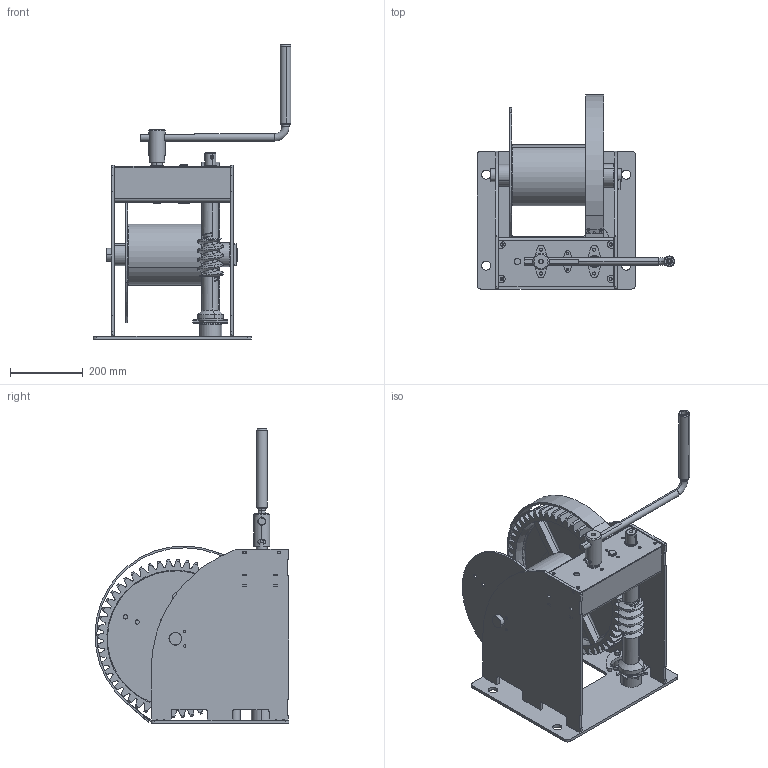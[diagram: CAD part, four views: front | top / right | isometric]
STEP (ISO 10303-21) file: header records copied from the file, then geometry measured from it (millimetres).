
FILE_DESCRIPTION (( 'STEP AP203' ), '1' );
FILE_NAME ('SL9051 WW4000.STEP', '2015-09-16T09:12:57', ( '.' ), ( '.' ), 'SwSTEP 2.0', 'SolidWorks 2015', '' );
FILE_SCHEMA (( 'CONFIG_CONTROL_DESIGN' ));
Length unit declared in the file: millimetre
Products named in the file (40): SL1320 Flenslager GFL-30; SL1341 bevestigingsplaat; SL1276 Lager RS40_27-38-20; SL0225_Trommelflens; SL1432 trommelas; SL1337 aandrijfas; SL1347 beschermkapplaat; SL1257 naaldlager AWX40; SL0224_Trommelbuis; SL0368_Slingerkop; SL1336 tussenas; SL1275 Lagerrring AWX40_Met kraag; SL1256 lagerschijf AS4060; SL0192_Meenemer; SL0369_Slingerarm; SL0206_Tandwiel m3z15; SL1235_Palas_Met kraag; SL1456 beschermkap; SL0218_Sam trommel; SL0370_Handvat; SL1234_pal_WWgroot; SL1439 Sam huis; spur gear_din_DIN - Spur gear 3M 34T 20PA 28FW ---S34A75H50L30.0R1; SL0823_glijlager_3520; SL0371_Sam slinger; SL1429 voorbrug; SL9051 WW4000; SL1437 achterplaat; SL1233_palwiel_WW; SL1438 wormas; SL1430 Sam voorbrug_Zonder lagers; SL1436 zijplaat; SL1258 Lagerbus; SL0227_Wormwiel; SL1334 remschijf; SL1321 Flenslager GFL-20; SL1428 achterbrug; SL1230 Sam palwiel; SL0196_Lagerring GL3520; SL1339 borgplaat
Assembly tree (51 placements, depth 3):
  SL9051 WW4000
    SL1439 Sam huis
      SL1437 achterplaat
      SL1436 zijplaat  x2
      SL1428 achterbrug
      SL1341 bevestigingsplaat  x4
      SL1347 beschermkapplaat
      SL1275 Lagerrring AWX40_Met kraag
      SL1235_Palas_Met kraag
    SL1430 Sam voorbrug_Zonder lagers
      SL1429 voorbrug
      SL1347 beschermkapplaat
    SL1321 Flenslager GFL-20  x2
    SL1320 Flenslager GFL-30  x3
    SL1337 aandrijfas
    SL1336 tussenas
    SL0206_Tandwiel m3z15  x2
    SL1234_pal_WWgroot
    SL1334 remschijf
    SL1339 borgplaat
    SL1432 trommelas
    SL0368_Slingerkop
    SL0371_Sam slinger
      SL0369_Slingerarm
      SL0370_Handvat
    SL1438 wormas
    SL0218_Sam trommel
      SL0227_Wormwiel
      SL0196_Lagerring GL3520
      SL0225_Trommelflens
      SL0224_Trommelbuis
      SL0192_Meenemer  x3
    SL0823_glijlager_3520
    SL1230 Sam palwiel
      SL1233_palwiel_WW
      SL1258 Lagerbus
    SL1276 Lager RS40_27-38-20
    SL1257 naaldlager AWX40
    SL1256 lagerschijf AS4060
    SL1456 beschermkap
    spur gear_din_DIN - Spur gear 3M 34T 20PA 28FW ---S34A75H50L30.0R1  x2
Bounding box: 545.04 x 534.58 x 812 mm (x, y, z)
Volume: 11236461.1 mm3; surface area: 2708588 mm2
Topology: 46 solids, 46 shells, 1974 faces, 5353 edges, 3518 vertices
Faces by surface type: cylinder 1090, plane 588, cone 241, bspline 36, torus 19
Entity records: 70411 total; most frequent: CARTESIAN_POINT 28035, DIRECTION 8196, ORIENTED_EDGE 7864, EDGE_CURVE 3932, AXIS2_PLACEMENT_3D 3206, VERTEX_POINT 2574, LINE 1784, VECTOR 1784
